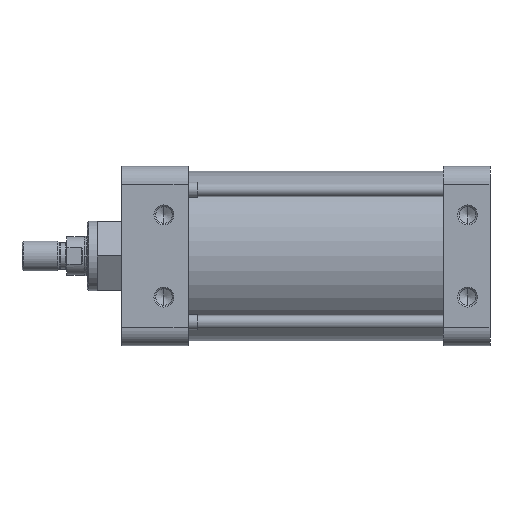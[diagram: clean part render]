
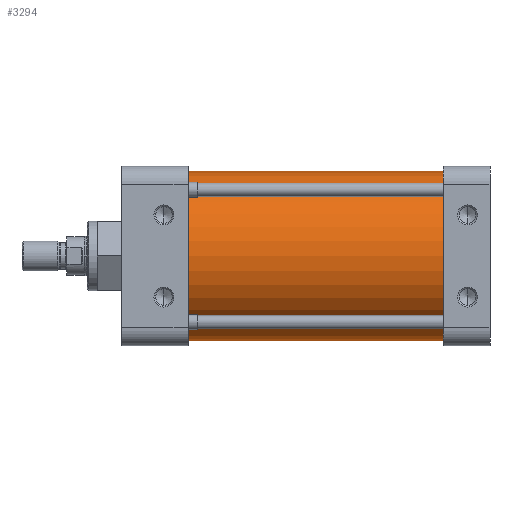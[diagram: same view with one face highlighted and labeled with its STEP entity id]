
A CAD part, front view. The second image highlights one B-rep face of the part: STEP entity #3294.
In plain terms, the highlighted cylindrical face has radius 53.975 mm (diameter 107.95 mm), a partial arc.
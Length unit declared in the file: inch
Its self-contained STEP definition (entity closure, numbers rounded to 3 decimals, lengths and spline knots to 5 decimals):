
#1086 = EDGE_CURVE ( 'NONE', #4652, #10033, #10352, .T. ) ;
#1410 = VERTEX_POINT ( 'NONE', #12109 ) ;
#2350 = EDGE_CURVE ( 'NONE', #1410, #9862, #7481, .T. ) ;
#2357 = CARTESIAN_POINT ( 'NONE',  ( 8.076, 0., -2.125 ) ) ;
#2549 = CARTESIAN_POINT ( 'NONE',  ( 8.076, 0., 0. ) ) ;
#2781 = CARTESIAN_POINT ( 'NONE',  ( 1.67, 0., -2.125 ) ) ;
#3294 = ADVANCED_FACE ( 'NONE', ( #12543 ), #10367, .T. ) ;
#3732 = DIRECTION ( 'NONE',  ( 0., 0., -1. ) ) ;
#3880 = CARTESIAN_POINT ( 'NONE',  ( 8.076, 0., 0. ) ) ;
#4127 = ORIENTED_EDGE ( 'NONE', *, *, #2350, .F. ) ;
#4250 = VECTOR ( 'NONE', #12673, 39.37008 ) ;
#4517 = CARTESIAN_POINT ( 'NONE',  ( 1.67, 0., 0. ) ) ;
#4652 = VERTEX_POINT ( 'NONE', #2781 ) ;
#4664 = CARTESIAN_POINT ( 'NONE',  ( 8.076, 0., 2.125 ) ) ;
#5634 = ORIENTED_EDGE ( 'NONE', *, *, #1086, .T. ) ;
#5695 = DIRECTION ( 'NONE',  ( 0., 0., -1. ) ) ;
#6273 = ORIENTED_EDGE ( 'NONE', *, *, #11589, .T. ) ;
#7481 = LINE ( 'NONE', #4664, #4250 ) ;
#7692 = AXIS2_PLACEMENT_3D ( 'NONE', #4517, #12522, #5695 ) ;
#8414 = DIRECTION ( 'NONE',  ( 1., 0., 0. ) ) ;
#8881 = CARTESIAN_POINT ( 'NONE',  ( 8.076, 0., -2.125 ) ) ;
#9571 = CIRCLE ( 'NONE', #7692, 2.125 ) ;
#9862 = VERTEX_POINT ( 'NONE', #12548 ) ;
#10033 = VERTEX_POINT ( 'NONE', #2357 ) ;
#10352 = LINE ( 'NONE', #8881, #10365 ) ;
#10365 = VECTOR ( 'NONE', #8414, 39.37008 ) ;
#10367 = CYLINDRICAL_SURFACE ( 'NONE', #10479, 2.125 ) ;
#10479 = AXIS2_PLACEMENT_3D ( 'NONE', #3880, #11866, #10770 ) ;
#10544 = EDGE_CURVE ( 'NONE', #10033, #9862, #13857, .T. ) ;
#10584 = DIRECTION ( 'NONE',  ( -1., 0., 0. ) ) ;
#10770 = DIRECTION ( 'NONE',  ( 0., 0., -1. ) ) ;
#11330 = ORIENTED_EDGE ( 'NONE', *, *, #10544, .T. ) ;
#11589 = EDGE_CURVE ( 'NONE', #1410, #4652, #9571, .T. ) ;
#11866 = DIRECTION ( 'NONE',  ( 1., 0., 0. ) ) ;
#12109 = CARTESIAN_POINT ( 'NONE',  ( 1.67, 0., 2.125 ) ) ;
#12522 = DIRECTION ( 'NONE',  ( 1., 0., 0. ) ) ;
#12543 = FACE_OUTER_BOUND ( 'NONE', #13754, .T. ) ;
#12548 = CARTESIAN_POINT ( 'NONE',  ( 8.076, 0., 2.125 ) ) ;
#12673 = DIRECTION ( 'NONE',  ( 1., 0., 0. ) ) ;
#13482 = AXIS2_PLACEMENT_3D ( 'NONE', #2549, #10584, #3732 ) ;
#13754 = EDGE_LOOP ( 'NONE', ( #4127, #6273, #5634, #11330 ) ) ;
#13857 = CIRCLE ( 'NONE', #13482, 2.125 ) ;
